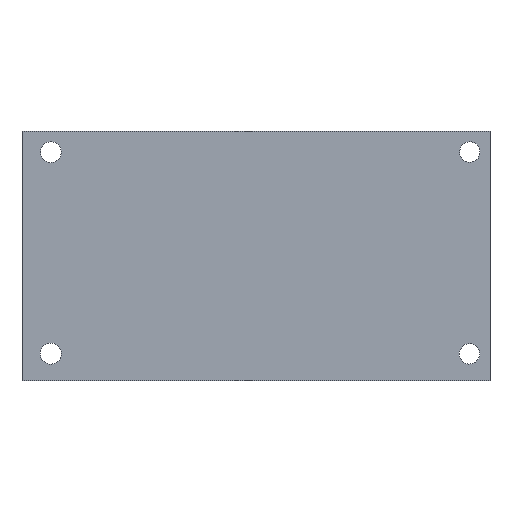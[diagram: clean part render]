
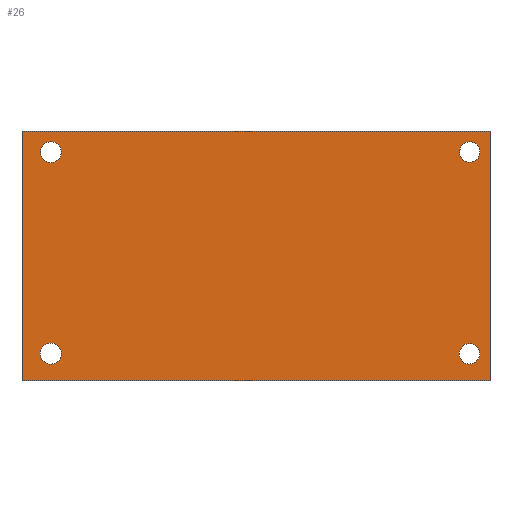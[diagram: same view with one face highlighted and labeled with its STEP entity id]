
A CAD part, front view. The second image highlights one B-rep face of the part: STEP entity #26.
In plain terms, the highlighted planar face has unit normal (0, -1, 0).
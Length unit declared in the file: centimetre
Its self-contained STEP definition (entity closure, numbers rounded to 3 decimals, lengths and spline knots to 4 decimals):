
#14=FACE_BOUND('',#55,.T.);
#15=FACE_BOUND('',#56,.T.);
#16=FACE_BOUND('',#57,.T.);
#17=FACE_BOUND('',#58,.T.);
#26=ADVANCED_FACE('',(#40,#14,#15,#16,#17),#268,.T.);
#40=FACE_OUTER_BOUND('',#54,.T.);
#54=EDGE_LOOP('',(#88,#89,#90,#91));
#55=EDGE_LOOP('',(#92,#93));
#56=EDGE_LOOP('',(#94,#95));
#57=EDGE_LOOP('',(#96,#97));
#58=EDGE_LOOP('',(#98,#99));
#88=ORIENTED_EDGE('',*,*,#154,.F.);
#89=ORIENTED_EDGE('',*,*,#151,.F.);
#90=ORIENTED_EDGE('',*,*,#148,.F.);
#91=ORIENTED_EDGE('',*,*,#144,.F.);
#92=ORIENTED_EDGE('',*,*,#169,.F.);
#93=ORIENTED_EDGE('',*,*,#156,.F.);
#94=ORIENTED_EDGE('',*,*,#172,.F.);
#95=ORIENTED_EDGE('',*,*,#159,.F.);
#96=ORIENTED_EDGE('',*,*,#175,.F.);
#97=ORIENTED_EDGE('',*,*,#162,.F.);
#98=ORIENTED_EDGE('',*,*,#178,.F.);
#99=ORIENTED_EDGE('',*,*,#165,.F.);
#144=EDGE_CURVE('',#232,#233,#212,.T.);
#148=EDGE_CURVE('',#233,#236,#216,.T.);
#151=EDGE_CURVE('',#236,#238,#219,.T.);
#154=EDGE_CURVE('',#238,#232,#222,.T.);
#156=EDGE_CURVE('',#240,#248,#180,.T.);
#159=EDGE_CURVE('',#242,#250,#182,.T.);
#162=EDGE_CURVE('',#244,#252,#184,.T.);
#165=EDGE_CURVE('',#246,#254,#186,.T.);
#169=EDGE_CURVE('',#248,#240,#188,.T.);
#172=EDGE_CURVE('',#250,#242,#190,.T.);
#175=EDGE_CURVE('',#252,#244,#192,.T.);
#178=EDGE_CURVE('',#254,#246,#194,.T.);
#180=TRIMMED_CURVE($,#196,(#503),(#504),.T.,.CARTESIAN.);
#182=TRIMMED_CURVE($,#198,(#511),(#512),.T.,.CARTESIAN.);
#184=TRIMMED_CURVE($,#200,(#519),(#520),.T.,.CARTESIAN.);
#186=TRIMMED_CURVE($,#202,(#527),(#528),.T.,.CARTESIAN.);
#188=TRIMMED_CURVE($,#204,(#537),(#538),.T.,.CARTESIAN.);
#190=TRIMMED_CURVE($,#206,(#545),(#546),.T.,.CARTESIAN.);
#192=TRIMMED_CURVE($,#208,(#553),(#554),.T.,.CARTESIAN.);
#194=TRIMMED_CURVE($,#210,(#561),(#562),.T.,.CARTESIAN.);
#196=CIRCLE('',#372,0.1533);
#198=CIRCLE('',#374,0.1573);
#200=CIRCLE('',#376,0.1594);
#202=CIRCLE('',#378,0.154);
#204=CIRCLE('',#380,0.1533);
#206=CIRCLE('',#382,0.1573);
#208=CIRCLE('',#384,0.1594);
#210=CIRCLE('',#386,0.154);
#212=B_SPLINE_CURVE_WITH_KNOTS('',1,(#478,#479),.UNSPECIFIED.,.F.,.F.,(2,
2),(-21.6223,-17.8649),.UNSPECIFIED.);
#216=B_SPLINE_CURVE_WITH_KNOTS('',1,(#486,#487),.UNSPECIFIED.,.F.,.F.,(2,
2),(-17.8649,-10.8111),.UNSPECIFIED.);
#219=B_SPLINE_CURVE_WITH_KNOTS('',1,(#492,#493),.UNSPECIFIED.,.F.,.F.,(2,
2),(-10.8111,-7.0537),.UNSPECIFIED.);
#222=B_SPLINE_CURVE_WITH_KNOTS('',1,(#498,#499),.UNSPECIFIED.,.F.,.F.,(2,
2),(-7.0537,0.),.UNSPECIFIED.);
#232=VERTEX_POINT('',#454);
#233=VERTEX_POINT('',#455);
#236=VERTEX_POINT('',#458);
#238=VERTEX_POINT('',#460);
#240=VERTEX_POINT('',#462);
#242=VERTEX_POINT('',#464);
#244=VERTEX_POINT('',#466);
#246=VERTEX_POINT('',#468);
#248=VERTEX_POINT('',#470);
#250=VERTEX_POINT('',#472);
#252=VERTEX_POINT('',#474);
#254=VERTEX_POINT('',#476);
#268=PLANE('',#362);
#362=AXIS2_PLACEMENT_3D('',#444,#395,$);
#372=AXIS2_PLACEMENT_3D($,#502,#405,#406);
#374=AXIS2_PLACEMENT_3D($,#510,#409,#410);
#376=AXIS2_PLACEMENT_3D($,#518,#413,#414);
#378=AXIS2_PLACEMENT_3D($,#526,#417,#418);
#380=AXIS2_PLACEMENT_3D($,#536,#421,#422);
#382=AXIS2_PLACEMENT_3D($,#544,#425,#426);
#384=AXIS2_PLACEMENT_3D($,#552,#429,#430);
#386=AXIS2_PLACEMENT_3D($,#560,#433,#434);
#395=DIRECTION('',(0.,-1.,0.));
#405=DIRECTION('',(0.,-1.,0.));
#406=DIRECTION('',(-0.597,0.,-0.802));
#409=DIRECTION('',(0.,-1.,0.));
#410=DIRECTION('',(-0.716,0.,-0.698));
#413=DIRECTION('',(0.,-1.,0.));
#414=DIRECTION('',(-0.515,0.,0.857));
#417=DIRECTION('',(0.,-1.,0.));
#418=DIRECTION('',(-0.108,0.,0.994));
#421=DIRECTION('',(0.,-1.,0.));
#422=DIRECTION('',(0.597,0.,0.802));
#425=DIRECTION('',(0.,-1.,0.));
#426=DIRECTION('',(0.716,0.,0.698));
#429=DIRECTION('',(0.,-1.,0.));
#430=DIRECTION('',(0.515,0.,-0.857));
#433=DIRECTION('',(0.,-1.,0.));
#434=DIRECTION('',(0.108,0.,-0.994));
#444=CARTESIAN_POINT('',(3.4735,-9.1401,100.3958));
#454=CARTESIAN_POINT('',(-3.5802,-9.1401,100.3958));
#455=CARTESIAN_POINT('',(-3.5802,-9.1401,104.1532));
#458=CARTESIAN_POINT('',(3.4735,-9.1401,104.1532));
#460=CARTESIAN_POINT('',(3.4735,-9.1401,100.3958));
#462=CARTESIAN_POINT('',(3.0782,-9.1401,103.7182));
#464=CARTESIAN_POINT('',(-3.2581,-9.1401,103.7302));
#466=CARTESIAN_POINT('',(-3.2279,-9.1401,100.9402));
#468=CARTESIAN_POINT('',(3.1478,-9.1401,100.953));
#470=CARTESIAN_POINT('',(3.2612,-9.1401,103.9642));
#472=CARTESIAN_POINT('',(-3.0329,-9.1401,103.9498));
#474=CARTESIAN_POINT('',(-3.0635,-9.1401,100.667));
#476=CARTESIAN_POINT('',(3.181,-9.1401,100.6469));
#478=CARTESIAN_POINT('',(-3.5802,-9.1401,100.3958));
#479=CARTESIAN_POINT('',(-3.5802,-9.1401,104.1532));
#486=CARTESIAN_POINT('',(-3.5802,-9.1401,104.1532));
#487=CARTESIAN_POINT('',(3.4735,-9.1401,104.1532));
#492=CARTESIAN_POINT('',(3.4735,-9.1401,104.1532));
#493=CARTESIAN_POINT('',(3.4735,-9.1401,100.3958));
#498=CARTESIAN_POINT('',(3.4735,-9.1401,100.3958));
#499=CARTESIAN_POINT('',(-3.5802,-9.1401,100.3958));
#502=CARTESIAN_POINT('',(3.1697,-9.1401,103.8412));
#503=CARTESIAN_POINT('',(3.0782,-9.1401,103.7182));
#504=CARTESIAN_POINT('',(3.2612,-9.1401,103.9642));
#510=CARTESIAN_POINT('',(-3.1455,-9.1401,103.84));
#511=CARTESIAN_POINT('',(-3.2581,-9.1401,103.7302));
#512=CARTESIAN_POINT('',(-3.0329,-9.1401,103.9498));
#518=CARTESIAN_POINT('',(-3.1457,-9.1401,100.8036));
#519=CARTESIAN_POINT('',(-3.2279,-9.1401,100.9402));
#520=CARTESIAN_POINT('',(-3.0635,-9.1401,100.667));
#526=CARTESIAN_POINT('',(3.1644,-9.1401,100.8));
#527=CARTESIAN_POINT('',(3.1478,-9.1401,100.953));
#528=CARTESIAN_POINT('',(3.181,-9.1401,100.6469));
#536=CARTESIAN_POINT('',(3.1697,-9.1401,103.8412));
#537=CARTESIAN_POINT('',(3.2612,-9.1401,103.9642));
#538=CARTESIAN_POINT('',(3.0782,-9.1401,103.7182));
#544=CARTESIAN_POINT('',(-3.1455,-9.1401,103.84));
#545=CARTESIAN_POINT('',(-3.0329,-9.1401,103.9498));
#546=CARTESIAN_POINT('',(-3.2581,-9.1401,103.7302));
#552=CARTESIAN_POINT('',(-3.1457,-9.1401,100.8036));
#553=CARTESIAN_POINT('',(-3.0635,-9.1401,100.667));
#554=CARTESIAN_POINT('',(-3.2279,-9.1401,100.9402));
#560=CARTESIAN_POINT('',(3.1644,-9.1401,100.8));
#561=CARTESIAN_POINT('',(3.181,-9.1401,100.6469));
#562=CARTESIAN_POINT('',(3.1478,-9.1401,100.953));
